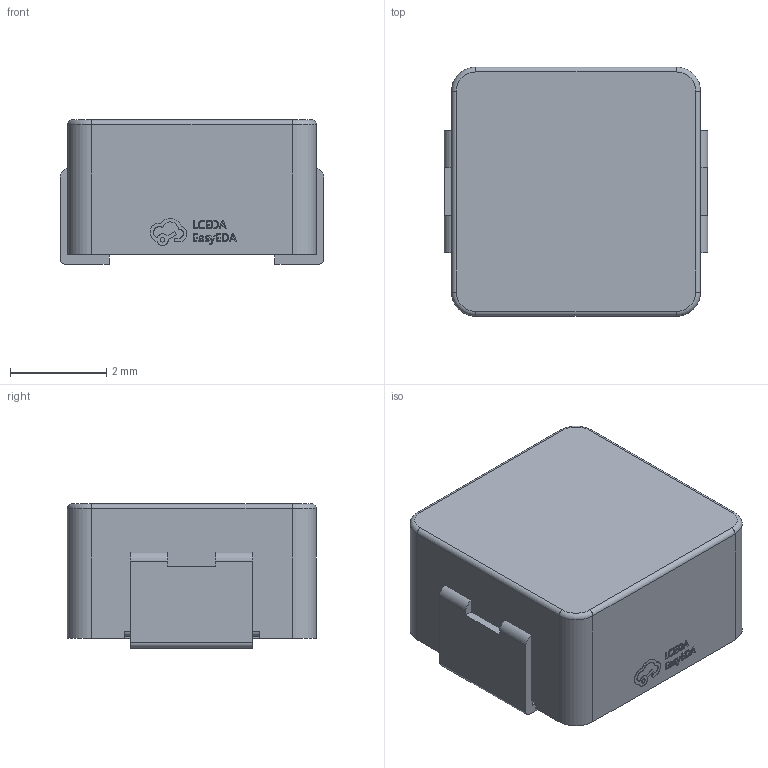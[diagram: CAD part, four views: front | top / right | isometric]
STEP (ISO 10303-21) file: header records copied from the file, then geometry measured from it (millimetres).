
FILE_DESCRIPTION (( 'STEP AP214' ), '1' );
FILE_NAME ('IND-SMD_L5.2-W5.2_IHLP2020CZER2R2M11.STEP', '2022-10-02T13:38:36', ( '' ), ( '' ), 'SwSTEP 2.0', 'SolidWorks 2020', '' );
FILE_SCHEMA (( 'AUTOMOTIVE_DESIGN' ));
Length unit declared in the file: millimetre
Products named in the file (1): IND-SMD_L5.2-W5.2_IHLP2020CZER2R2M11
Bounding box: 5.49 x 5.19 x 3 mm (x, y, z)
Volume: 76.7 mm3; surface area: 139.4 mm2
Topology: 3 solids, 3 shells, 278 faces, 751 edges, 498 vertices
Faces by surface type: plane 160, bspline 98, cylinder 16, torus 4
Entity records: 12289 total; most frequent: CARTESIAN_POINT 2834, ORIENTED_EDGE 1502, DIRECTION 949, EDGE_CURVE 751, LINE 515, VECTOR 515, VERTEX_POINT 498, EDGE_LOOP 297
